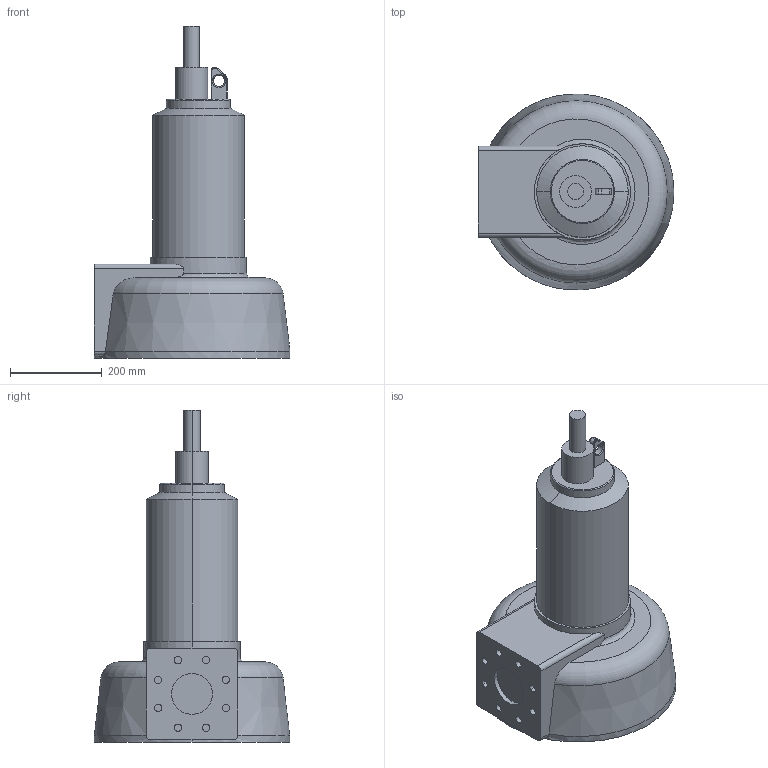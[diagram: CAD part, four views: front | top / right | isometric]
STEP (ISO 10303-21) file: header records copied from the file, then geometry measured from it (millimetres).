
FILE_DESCRIPTION((''),'2;1');
FILE_NAME('3d_Drain TP 80E230_40-6043983.stp','2009-02-19T10:12:52',(''),(''),'Mechanical Desktop 2008','Mechanical Desktop 2008',', , ');
FILE_SCHEMA(('CONFIG_CONTROL_DESIGN'));
Length unit declared in the file: millimetre
Products named in the file (1): 3D_DRAIN TP 80E230_40-6043983
Bounding box: 428 x 428 x 725 mm (x, y, z)
Volume: 36503507 mm3; surface area: 844100.9 mm2
Topology: 2 solids, 2 shells, 93 faces, 207 edges, 131 vertices
Faces by surface type: cylinder 49, plane 29, torus 9, cone 5, bspline 1
Entity records: 2850 total; most frequent: CARTESIAN_POINT 602, DIRECTION 499, ORIENTED_EDGE 414, AXIS2_PLACEMENT_3D 209, EDGE_CURVE 207, VERTEX_POINT 131, CIRCLE 116, EDGE_LOOP 108
